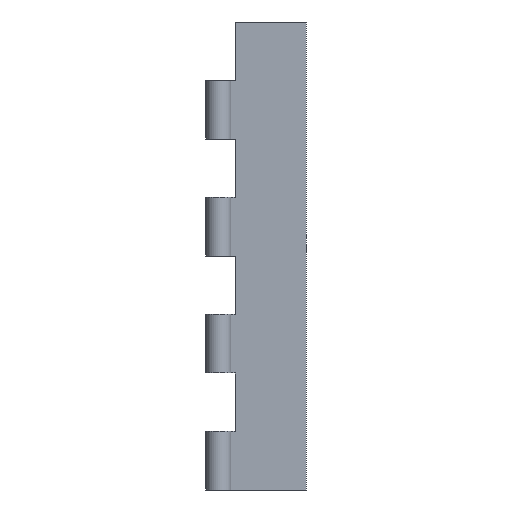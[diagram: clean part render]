
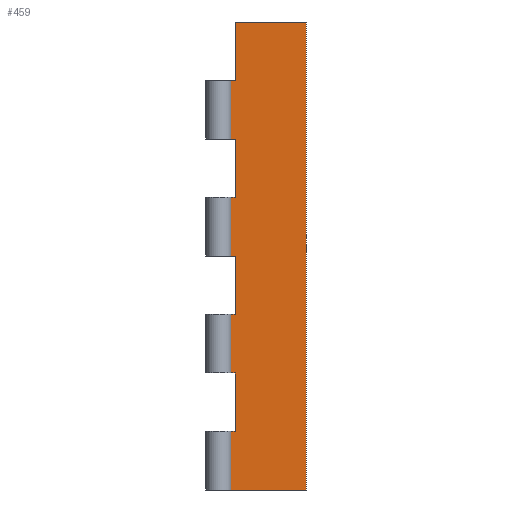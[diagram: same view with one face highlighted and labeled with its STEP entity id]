
A CAD part, left-side view. The second image highlights one B-rep face of the part: STEP entity #459.
In plain terms, the highlighted planar face has unit normal (-1, 0, 0).
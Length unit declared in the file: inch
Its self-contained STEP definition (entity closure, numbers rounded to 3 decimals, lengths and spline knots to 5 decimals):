
#17=PLANE('',#519);
#32=LINE('',#685,#78);
#34=LINE('',#699,#80);
#36=LINE('',#708,#82);
#38=LINE('',#717,#84);
#40=LINE('',#723,#86);
#45=LINE('',#732,#91);
#46=LINE('',#735,#92);
#47=LINE('',#737,#93);
#48=LINE('',#738,#94);
#49=LINE('',#740,#95);
#50=LINE('',#742,#96);
#51=LINE('',#743,#97);
#52=LINE('',#745,#98);
#53=LINE('',#747,#99);
#54=LINE('',#748,#100);
#55=LINE('',#749,#101);
#56=LINE('',#751,#102);
#57=LINE('',#752,#103);
#78=VECTOR('',#560,39.37008);
#80=VECTOR('',#574,39.37008);
#82=VECTOR('',#582,39.37008);
#84=VECTOR('',#590,39.37008);
#86=VECTOR('',#594,39.37008);
#91=VECTOR('',#601,39.37008);
#92=VECTOR('',#604,39.37008);
#93=VECTOR('',#605,39.37008);
#94=VECTOR('',#606,39.37008);
#95=VECTOR('',#607,39.37008);
#96=VECTOR('',#608,39.37008);
#97=VECTOR('',#609,39.37008);
#98=VECTOR('',#610,39.37008);
#99=VECTOR('',#611,39.37008);
#100=VECTOR('',#612,39.37008);
#101=VECTOR('',#613,39.37008);
#102=VECTOR('',#614,39.37008);
#103=VECTOR('',#615,39.37008);
#145=FACE_OUTER_BOUND('',#174,.T.);
#174=EDGE_LOOP('',(#350,#351,#352,#353,#354,#355,#356,#357,#358,#359,#360,
#361,#362,#363,#364,#365,#366,#367));
#217=VERTEX_POINT('',#678);
#220=VERTEX_POINT('',#683);
#223=VERTEX_POINT('',#692);
#226=VERTEX_POINT('',#697);
#227=VERTEX_POINT('',#701);
#230=VERTEX_POINT('',#706);
#231=VERTEX_POINT('',#710);
#234=VERTEX_POINT('',#715);
#235=VERTEX_POINT('',#719);
#237=VERTEX_POINT('',#722);
#240=VERTEX_POINT('',#730);
#241=VERTEX_POINT('',#734);
#242=VERTEX_POINT('',#736);
#243=VERTEX_POINT('',#739);
#244=VERTEX_POINT('',#741);
#245=VERTEX_POINT('',#744);
#246=VERTEX_POINT('',#746);
#247=VERTEX_POINT('',#750);
#264=EDGE_CURVE('',#217,#220,#32,.T.);
#270=EDGE_CURVE('',#223,#226,#34,.T.);
#274=EDGE_CURVE('',#227,#230,#36,.T.);
#278=EDGE_CURVE('',#231,#234,#38,.T.);
#280=EDGE_CURVE('',#235,#237,#40,.T.);
#285=EDGE_CURVE('',#220,#240,#45,.T.);
#286=EDGE_CURVE('',#234,#241,#46,.T.);
#287=EDGE_CURVE('',#241,#242,#47,.T.);
#288=EDGE_CURVE('',#242,#227,#48,.T.);
#289=EDGE_CURVE('',#230,#243,#49,.T.);
#290=EDGE_CURVE('',#243,#244,#50,.T.);
#291=EDGE_CURVE('',#244,#223,#51,.T.);
#292=EDGE_CURVE('',#226,#245,#52,.T.);
#293=EDGE_CURVE('',#245,#246,#53,.T.);
#294=EDGE_CURVE('',#246,#217,#54,.T.);
#295=EDGE_CURVE('',#237,#240,#55,.T.);
#296=EDGE_CURVE('',#235,#247,#56,.T.);
#297=EDGE_CURVE('',#247,#231,#57,.T.);
#350=ORIENTED_EDGE('',*,*,#278,.T.);
#351=ORIENTED_EDGE('',*,*,#286,.T.);
#352=ORIENTED_EDGE('',*,*,#287,.T.);
#353=ORIENTED_EDGE('',*,*,#288,.T.);
#354=ORIENTED_EDGE('',*,*,#274,.T.);
#355=ORIENTED_EDGE('',*,*,#289,.T.);
#356=ORIENTED_EDGE('',*,*,#290,.T.);
#357=ORIENTED_EDGE('',*,*,#291,.T.);
#358=ORIENTED_EDGE('',*,*,#270,.T.);
#359=ORIENTED_EDGE('',*,*,#292,.T.);
#360=ORIENTED_EDGE('',*,*,#293,.T.);
#361=ORIENTED_EDGE('',*,*,#294,.T.);
#362=ORIENTED_EDGE('',*,*,#264,.T.);
#363=ORIENTED_EDGE('',*,*,#285,.T.);
#364=ORIENTED_EDGE('',*,*,#295,.F.);
#365=ORIENTED_EDGE('',*,*,#280,.F.);
#366=ORIENTED_EDGE('',*,*,#296,.T.);
#367=ORIENTED_EDGE('',*,*,#297,.T.);
#459=ADVANCED_FACE('',(#145),#17,.F.);
#519=AXIS2_PLACEMENT_3D('',#733,#602,#603);
#560=DIRECTION('',(0.,0.,-1.));
#574=DIRECTION('',(0.,0.,-1.));
#582=DIRECTION('',(0.,0.,-1.));
#590=DIRECTION('',(0.,0.,-1.));
#594=DIRECTION('',(0.,-1.,0.));
#601=DIRECTION('',(0.,-1.,0.));
#602=DIRECTION('center_axis',(1.,0.,0.));
#603=DIRECTION('ref_axis',(0.,1.,0.));
#604=DIRECTION('',(0.,-1.,0.));
#605=DIRECTION('',(0.,0.,-1.));
#606=DIRECTION('',(0.,1.,0.));
#607=DIRECTION('',(0.,-1.,0.));
#608=DIRECTION('',(0.,0.,-1.));
#609=DIRECTION('',(0.,1.,0.));
#610=DIRECTION('',(0.,-1.,0.));
#611=DIRECTION('',(0.,0.,-1.));
#612=DIRECTION('',(0.,1.,0.));
#613=DIRECTION('',(0.,0.,-1.));
#614=DIRECTION('',(0.,0.,-1.));
#615=DIRECTION('',(0.,1.,0.));
#678=CARTESIAN_POINT('',(0.125,-0.17493,1.));
#683=CARTESIAN_POINT('',(0.125,-0.17493,0.));
#685=CARTESIAN_POINT('',(0.125,-0.17493,8.));
#692=CARTESIAN_POINT('',(0.125,-0.17493,3.));
#697=CARTESIAN_POINT('',(0.125,-0.17493,2.));
#699=CARTESIAN_POINT('',(0.125,-0.17493,8.));
#701=CARTESIAN_POINT('',(0.125,-0.17493,5.));
#706=CARTESIAN_POINT('',(0.125,-0.17493,4.));
#708=CARTESIAN_POINT('',(0.125,-0.17493,8.));
#710=CARTESIAN_POINT('',(0.125,-0.17493,7.));
#715=CARTESIAN_POINT('',(0.125,-0.17493,6.));
#717=CARTESIAN_POINT('',(0.125,-0.17493,8.));
#719=CARTESIAN_POINT('',(0.125,-0.285,8.));
#722=CARTESIAN_POINT('',(0.125,-1.5,8.));
#723=CARTESIAN_POINT('',(0.125,-1.5,8.));
#730=CARTESIAN_POINT('',(0.125,-1.5,0.));
#732=CARTESIAN_POINT('',(0.125,-1.5,0.));
#733=CARTESIAN_POINT('Origin',(0.125,-1.5,8.));
#734=CARTESIAN_POINT('',(0.125,-0.285,6.));
#735=CARTESIAN_POINT('',(0.125,-1.5,6.));
#736=CARTESIAN_POINT('',(0.125,-0.285,5.));
#737=CARTESIAN_POINT('',(0.125,-0.285,8.));
#738=CARTESIAN_POINT('',(0.125,-1.5,5.));
#739=CARTESIAN_POINT('',(0.125,-0.285,4.));
#740=CARTESIAN_POINT('',(0.125,-1.5,4.));
#741=CARTESIAN_POINT('',(0.125,-0.285,3.));
#742=CARTESIAN_POINT('',(0.125,-0.285,8.));
#743=CARTESIAN_POINT('',(0.125,-1.5,3.));
#744=CARTESIAN_POINT('',(0.125,-0.285,2.));
#745=CARTESIAN_POINT('',(0.125,-1.5,2.));
#746=CARTESIAN_POINT('',(0.125,-0.285,1.));
#747=CARTESIAN_POINT('',(0.125,-0.285,8.));
#748=CARTESIAN_POINT('',(0.125,-1.5,1.));
#749=CARTESIAN_POINT('',(0.125,-1.5,8.));
#750=CARTESIAN_POINT('',(0.125,-0.285,7.));
#751=CARTESIAN_POINT('',(0.125,-0.285,8.));
#752=CARTESIAN_POINT('',(0.125,-1.5,7.));
